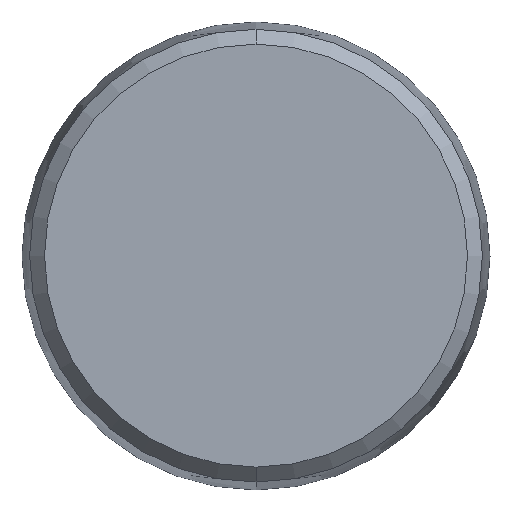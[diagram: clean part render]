
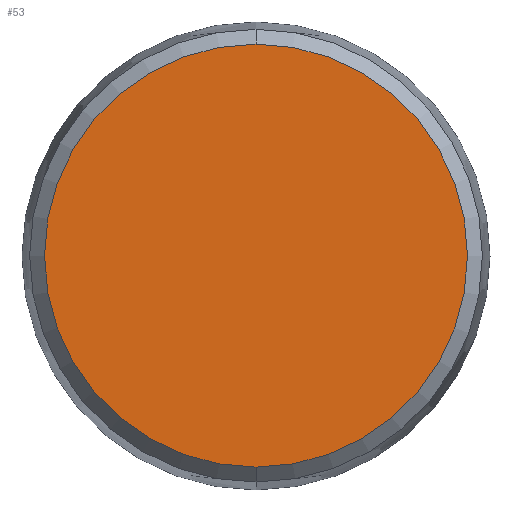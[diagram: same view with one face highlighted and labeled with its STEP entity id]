
A CAD part, top view. The second image highlights one B-rep face of the part: STEP entity #53.
In plain terms, the highlighted planar face has unit normal (0, 0, 1).
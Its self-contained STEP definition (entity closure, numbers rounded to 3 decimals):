
#53=ADVANCED_FACE('',(#97),#98,.T.);
#97=FACE_OUTER_BOUND('',#169,.T.);
#98=PLANE('',#170);
#169=EDGE_LOOP('',(#275,#276));
#170=AXIS2_PLACEMENT_3D('',#277,#278,#279);
#275=ORIENTED_EDGE('',*,*,#512,.T.);
#276=ORIENTED_EDGE('',*,*,#514,.F.);
#277=CARTESIAN_POINT('',(0.0,0.0,22.0));
#278=DIRECTION('',(0.0,0.0,1.0));
#279=DIRECTION('',(1.0,-0.0,0.0));
#512=EDGE_CURVE('',#605,#603,#606,.T.);
#514=EDGE_CURVE('',#605,#603,#608,.T.);
#603=VERTEX_POINT('',#744);
#605=VERTEX_POINT('',#747);
#606=CIRCLE('',#748,21.91);
#608=CIRCLE('',#751,21.91);
#744=CARTESIAN_POINT('',(0.0,-21.91,22.0));
#747=CARTESIAN_POINT('',(0.0,21.91,22.0));
#748=AXIS2_PLACEMENT_3D('',#1038,#1039,#1040);
#751=AXIS2_PLACEMENT_3D('',#1042,#1043,#1044);
#1038=CARTESIAN_POINT('',(0.0,0.0,22.0));
#1039=DIRECTION('',(0.0,-0.0,1.0));
#1040=DIRECTION('',(0.0,1.0,0.0));
#1042=CARTESIAN_POINT('',(0.0,0.0,22.0));
#1043=DIRECTION('',(0.0,0.0,-1.0));
#1044=DIRECTION('',(0.0,1.0,0.0));
